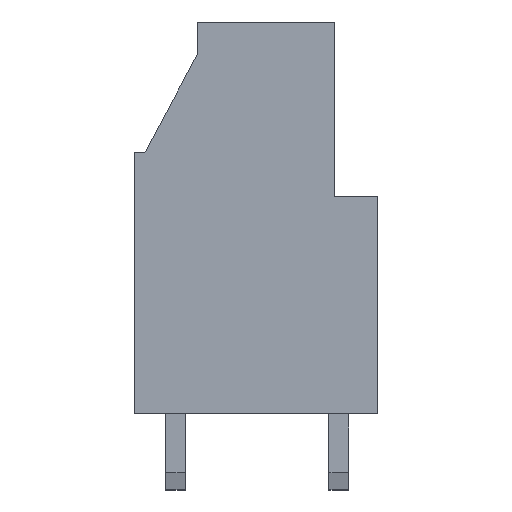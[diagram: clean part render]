
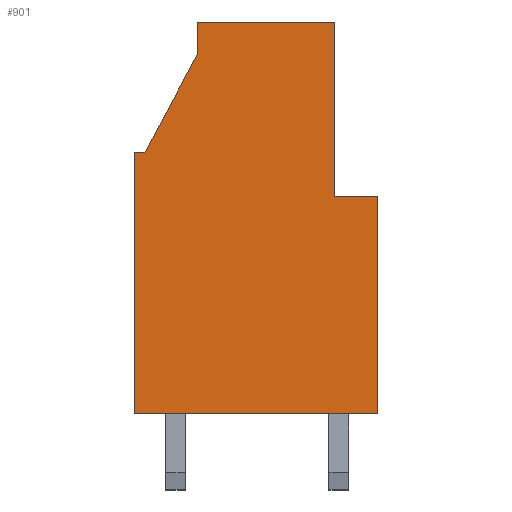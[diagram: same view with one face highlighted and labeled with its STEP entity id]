
A CAD part, front view. The second image highlights one B-rep face of the part: STEP entity #901.
In plain terms, the highlighted planar face has unit normal (0, -1, 0).
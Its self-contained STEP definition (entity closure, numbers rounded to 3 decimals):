
#901 = ADVANCED_FACE( '', ( #1839 ), #1840, .F. );
#1839 = FACE_OUTER_BOUND( '', #2814, .T. );
#1840 = PLANE( '', #2815 );
#2814 = EDGE_LOOP( '', ( #5372, #5373, #5374, #5375, #5376, #5377, #5378, #5379, #5380 ) );
#2815 = AXIS2_PLACEMENT_3D( '', #5381, #5382, #5383 );
#5372 = ORIENTED_EDGE( '', *, *, #7013, .F. );
#5373 = ORIENTED_EDGE( '', *, *, #6690, .T. );
#5374 = ORIENTED_EDGE( '', *, *, #7014, .F. );
#5375 = ORIENTED_EDGE( '', *, *, #6104, .F. );
#5376 = ORIENTED_EDGE( '', *, *, #6209, .F. );
#5377 = ORIENTED_EDGE( '', *, *, #6647, .T. );
#5378 = ORIENTED_EDGE( '', *, *, #6925, .T. );
#5379 = ORIENTED_EDGE( '', *, *, #6875, .T. );
#5380 = ORIENTED_EDGE( '', *, *, #6991, .F. );
#5381 = CARTESIAN_POINT( '', ( 12.134, -2.54, 19.8 ) );
#5382 = DIRECTION( '', ( 0., 1., 0. ) );
#5383 = DIRECTION( '', ( -1., 0., 0. ) );
#6104 = EDGE_CURVE( '', #7390, #7392, #7393, .T. );
#6209 = EDGE_CURVE( '', #7574, #7390, #7575, .T. );
#6647 = EDGE_CURVE( '', #7574, #8247, #8249, .T. );
#6690 = EDGE_CURVE( '', #8312, #8313, #8314, .T. );
#6875 = EDGE_CURVE( '', #8567, #8571, #8573, .T. );
#6925 = EDGE_CURVE( '', #8247, #8567, #8634, .T. );
#6991 = EDGE_CURVE( '', #8707, #8571, #8709, .T. );
#7013 = EDGE_CURVE( '', #8312, #8707, #8736, .T. );
#7014 = EDGE_CURVE( '', #7392, #8313, #8737, .T. );
#7390 = VERTEX_POINT( '', #9234 );
#7392 = VERTEX_POINT( '', #9237 );
#7393 = LINE( '', #9238, #9239 );
#7574 = VERTEX_POINT( '', #9502 );
#7575 = LINE( '', #9503, #9504 );
#8247 = VERTEX_POINT( '', #10501 );
#8249 = LINE( '', #10504, #10505 );
#8312 = VERTEX_POINT( '', #10600 );
#8313 = VERTEX_POINT( '', #10601 );
#8314 = LINE( '', #10602, #10603 );
#8567 = VERTEX_POINT( '', #10986 );
#8571 = VERTEX_POINT( '', #10992 );
#8573 = LINE( '', #10995, #10996 );
#8634 = LINE( '', #11092, #11093 );
#8707 = VERTEX_POINT( '', #11202 );
#8709 = LINE( '', #11205, #11206 );
#8736 = LINE( '', #11241, #11242 );
#8737 = LINE( '', #11243, #11244 );
#9234 = CARTESIAN_POINT( '', ( 0.5, -2.54, 12. ) );
#9237 = CARTESIAN_POINT( '', ( 2.9, -2.54, 16.5 ) );
#9238 = CARTESIAN_POINT( '', ( -6.433, -2.54, -1. ) );
#9239 = VECTOR( '', #11519, 1000. );
#9502 = CARTESIAN_POINT( '', ( 0., -2.54, 12. ) );
#9503 = CARTESIAN_POINT( '', ( 5.35, -2.54, 12. ) );
#9504 = VECTOR( '', #11608, 1000. );
#10501 = CARTESIAN_POINT( '', ( 0., -2.54, 0. ) );
#10504 = CARTESIAN_POINT( '', ( 0., -2.54, -1. ) );
#10505 = VECTOR( '', #11965, 1000. );
#10600 = CARTESIAN_POINT( '', ( 9.2, -2.54, 18. ) );
#10601 = CARTESIAN_POINT( '', ( 2.9, -2.54, 18. ) );
#10602 = CARTESIAN_POINT( '', ( 5.35, -2.54, 18. ) );
#10603 = VECTOR( '', #11998, 1000. );
#10986 = CARTESIAN_POINT( '', ( 11.2, -2.54, 0. ) );
#10992 = CARTESIAN_POINT( '', ( 11.2, -2.54, 10. ) );
#10995 = CARTESIAN_POINT( '', ( 11.2, -2.54, -1. ) );
#10996 = VECTOR( '', #12147, 1000. );
#11092 = CARTESIAN_POINT( '', ( 5.35, -2.54, 0. ) );
#11093 = VECTOR( '', #12189, 1000. );
#11202 = CARTESIAN_POINT( '', ( 9.2, -2.54, 10. ) );
#11205 = CARTESIAN_POINT( '', ( 9.038, -2.54, 10. ) );
#11206 = VECTOR( '', #12230, 1000. );
#11241 = CARTESIAN_POINT( '', ( 9.2, -2.54, 18. ) );
#11242 = VECTOR( '', #12257, 1000. );
#11243 = CARTESIAN_POINT( '', ( 2.9, -2.54, -1. ) );
#11244 = VECTOR( '', #12258, 1000. );
#11519 = DIRECTION( '', ( 0.471, 0., 0.882 ) );
#11608 = DIRECTION( '', ( 1., 0., 0. ) );
#11965 = DIRECTION( '', ( 0., 0., -1. ) );
#11998 = DIRECTION( '', ( -1., 0., 0. ) );
#12147 = DIRECTION( '', ( 0., 0., 1. ) );
#12189 = DIRECTION( '', ( 1., 0., 0. ) );
#12230 = DIRECTION( '', ( 1., 0., 0. ) );
#12257 = DIRECTION( '', ( 0., 0., -1. ) );
#12258 = DIRECTION( '', ( 0., 0., 1. ) );
